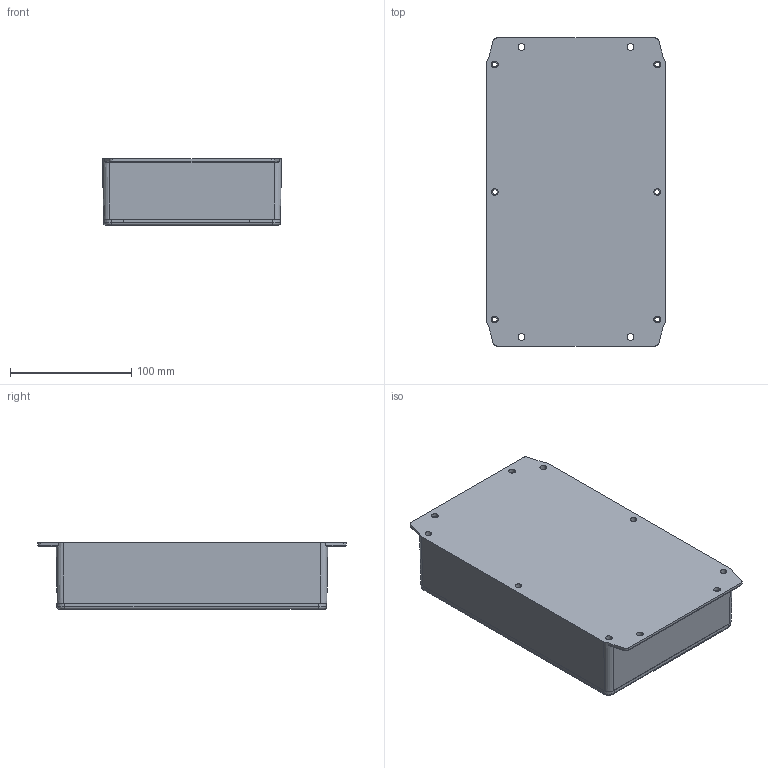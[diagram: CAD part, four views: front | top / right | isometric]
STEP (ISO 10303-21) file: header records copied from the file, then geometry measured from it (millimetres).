
FILE_DESCRIPTION (( 'STEP AP214' ), '1' );
FILE_NAME ('G124MF-IP67.STEP', '2019-04-03T06:01:03', ( '' ), ( '' ), 'SwSTEP 2.0', 'SolidWorks 2014', '' );
FILE_SCHEMA (( 'AUTOMOTIVE_DESIGN' ));
Length unit declared in the file: millimetre
Products named in the file (4): G124MF-IP67; G124-GASKET; G124-COVER; G124-BASE
Assembly tree (3 placements, depth 2):
  G124MF-IP67
    G124-BASE
    G124-COVER
    G124-GASKET
Bounding box: 147.75 x 254.25 x 55 mm (x, y, z)
Volume: 349827.4 mm3; surface area: 235123.3 mm2
Topology: 3 solids, 3 shells, 576 faces, 1533 edges, 980 vertices
Faces by surface type: plane 229, cylinder 217, cone 73, bspline 53, torus 4
Entity records: 26378 total; most frequent: CARTESIAN_POINT 8168, ORIENTED_EDGE 3062, DIRECTION 2938, EDGE_CURVE 1531, AXIS2_PLACEMENT_3D 1055, VERTEX_POINT 980, VECTOR 828, LINE 828
